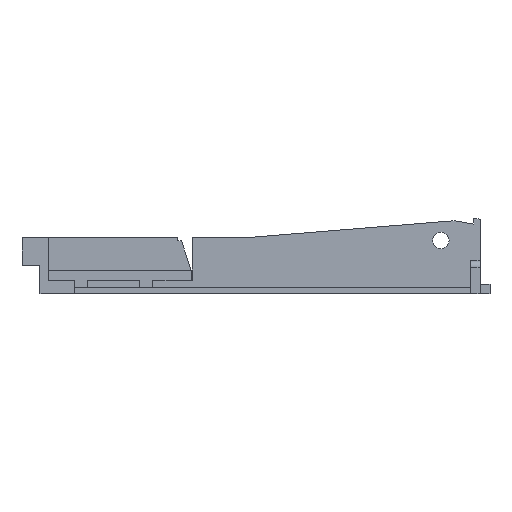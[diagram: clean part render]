
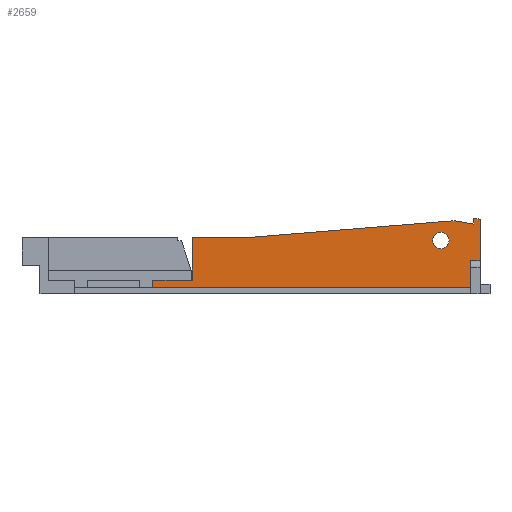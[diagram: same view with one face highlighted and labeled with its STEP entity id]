
A CAD part, left-side view. The second image highlights one B-rep face of the part: STEP entity #2659.
In plain terms, the highlighted planar face has unit normal (-1, 0, 0).
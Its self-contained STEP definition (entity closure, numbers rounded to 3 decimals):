
#13 = ORIENTED_EDGE ( 'NONE', *, *, #3967, .F. ) ;
#71 = VERTEX_POINT ( 'NONE', #2093 ) ;
#75 = LINE ( 'NONE', #2573, #4643 ) ;
#90 = CARTESIAN_POINT ( 'NONE',  ( -39.541, -35.781, 21.866 ) ) ;
#109 = CARTESIAN_POINT ( 'NONE',  ( -39.541, -42.447, 31.866 ) ) ;
#117 = EDGE_CURVE ( 'NONE', #71, #3107, #2736, .T. ) ;
#121 = DIRECTION ( 'NONE',  ( 0., 1., 0. ) ) ;
#127 = DIRECTION ( 'NONE',  ( 0., -1., 0. ) ) ;
#191 = DIRECTION ( 'NONE',  ( -1., 0., 0. ) ) ;
#295 = DIRECTION ( 'NONE',  ( 0., 0., 1. ) ) ;
#311 = DIRECTION ( 'NONE',  ( 0., -0.986, -0.164 ) ) ;
#507 = DIRECTION ( 'NONE',  ( 0., 1., 0. ) ) ;
#579 = CARTESIAN_POINT ( 'NONE',  ( -39.541, -69.51, 30.23 ) ) ;
#719 = PLANE ( 'NONE',  #966 ) ;
#775 = ORIENTED_EDGE ( 'NONE', *, *, #6638, .F. ) ;
#906 = EDGE_CURVE ( 'NONE', #2983, #1393, #5760, .T. ) ;
#966 = AXIS2_PLACEMENT_3D ( 'NONE', #4267, #2783, #121 ) ;
#1016 = EDGE_CURVE ( 'NONE', #5726, #6188, #1658, .T. ) ;
#1030 = EDGE_CURVE ( 'NONE', #5307, #71, #1674, .T. ) ;
#1304 = CARTESIAN_POINT ( 'NONE',  ( -39.541, 110.886, 1.633 ) ) ;
#1393 = VERTEX_POINT ( 'NONE', #2543 ) ;
#1416 = ORIENTED_EDGE ( 'NONE', *, *, #2892, .T. ) ;
#1460 = ORIENTED_EDGE ( 'NONE', *, *, #4651, .F. ) ;
#1503 = CARTESIAN_POINT ( 'NONE',  ( -39.541, -50.781, -2.034 ) ) ;
#1636 = DIRECTION ( 'NONE',  ( 0., 0., 1. ) ) ;
#1658 = CIRCLE ( 'NONE', #5108, 4.167 ) ;
#1674 = LINE ( 'NONE', #4345, #3388 ) ;
#1772 = VERTEX_POINT ( 'NONE', #3524 ) ;
#1795 = FACE_OUTER_BOUND ( 'NONE', #4278, .T. ) ;
#1940 = VECTOR ( 'NONE', #5341, 1000. ) ;
#1978 = CARTESIAN_POINT ( 'NONE',  ( -39.541, -35.781, 17.7 ) ) ;
#2093 = CARTESIAN_POINT ( 'NONE',  ( -39.541, 62.769, 23.3 ) ) ;
#2120 = VECTOR ( 'NONE', #2700, 1000. ) ;
#2147 = VECTOR ( 'NONE', #295, 1000. ) ;
#2155 = AXIS2_PLACEMENT_3D ( 'NONE', #90, #6286, #6359 ) ;
#2204 = ORIENTED_EDGE ( 'NONE', *, *, #117, .F. ) ;
#2262 = CARTESIAN_POINT ( 'NONE',  ( -39.541, 90.886, 23.3 ) ) ;
#2273 = FACE_BOUND ( 'NONE', #3387, .T. ) ;
#2293 = DIRECTION ( 'NONE',  ( 0., 0., -1. ) ) ;
#2317 = EDGE_CURVE ( 'NONE', #6015, #6376, #2720, .T. ) ;
#2543 = CARTESIAN_POINT ( 'NONE',  ( -39.541, -52.447, 33.216 ) ) ;
#2545 = DIRECTION ( 'NONE',  ( 0., 0., -1. ) ) ;
#2573 = CARTESIAN_POINT ( 'NONE',  ( -39.541, -63.281, -2.034 ) ) ;
#2638 = LINE ( 'NONE', #579, #1940 ) ;
#2659 = ADVANCED_FACE ( 'NONE', ( #2273, #1795 ), #719, .T. ) ;
#2677 = ORIENTED_EDGE ( 'NONE', *, *, #1016, .F. ) ;
#2700 = DIRECTION ( 'NONE',  ( 0., -0.997, 0.081 ) ) ;
#2720 = LINE ( 'NONE', #1304, #3384 ) ;
#2736 = LINE ( 'NONE', #3792, #2120 ) ;
#2783 = DIRECTION ( 'NONE',  ( -1., 0., 0. ) ) ;
#2892 = EDGE_CURVE ( 'NONE', #5344, #4617, #75, .T. ) ;
#2907 = CARTESIAN_POINT ( 'NONE',  ( -39.541, 90.886, 1.633 ) ) ;
#2983 = VERTEX_POINT ( 'NONE', #4668 ) ;
#3107 = VERTEX_POINT ( 'NONE', #109 ) ;
#3121 = CARTESIAN_POINT ( 'NONE',  ( -39.541, -55.781, 1.633 ) ) ;
#3125 = VECTOR ( 'NONE', #2545, 1000. ) ;
#3193 = CARTESIAN_POINT ( 'NONE',  ( -39.541, -52.447, -5.367 ) ) ;
#3297 = LINE ( 'NONE', #6620, #2147 ) ;
#3384 = VECTOR ( 'NONE', #6366, 1000. ) ;
#3387 = EDGE_LOOP ( 'NONE', ( #2677, #1460 ) ) ;
#3388 = VECTOR ( 'NONE', #127, 1000. ) ;
#3524 = CARTESIAN_POINT ( 'NONE',  ( -39.541, -55.781, 32.633 ) ) ;
#3584 = CARTESIAN_POINT ( 'NONE',  ( -39.541, 110.886, -2.034 ) ) ;
#3792 = CARTESIAN_POINT ( 'NONE',  ( -39.541, -60.132, 33.306 ) ) ;
#3863 = CARTESIAN_POINT ( 'NONE',  ( -39.541, -68.755, 27.481 ) ) ;
#3967 = EDGE_CURVE ( 'NONE', #6376, #5307, #3297, .T. ) ;
#4076 = CARTESIAN_POINT ( 'NONE',  ( -39.541, -35.781, 26.033 ) ) ;
#4132 = DIRECTION ( 'NONE',  ( 0., -1., 0. ) ) ;
#4177 = VERTEX_POINT ( 'NONE', #4195 ) ;
#4195 = CARTESIAN_POINT ( 'NONE',  ( -39.541, -55.781, 11.466 ) ) ;
#4207 = ORIENTED_EDGE ( 'NONE', *, *, #906, .F. ) ;
#4212 = DIRECTION ( 'NONE',  ( 0., 0., 1. ) ) ;
#4240 = CARTESIAN_POINT ( 'NONE',  ( -39.541, -35.781, 21.866 ) ) ;
#4267 = CARTESIAN_POINT ( 'NONE',  ( -39.541, -63.281, -2.034 ) ) ;
#4278 = EDGE_LOOP ( 'NONE', ( #5919, #775, #5089, #6529, #4207, #5173, #2204, #4732, #13, #6123, #6419, #1416 ) ) ;
#4345 = CARTESIAN_POINT ( 'NONE',  ( -39.541, 96.719, 23.3 ) ) ;
#4539 = EDGE_CURVE ( 'NONE', #1772, #4177, #5722, .T. ) ;
#4604 = VECTOR ( 'NONE', #1636, 1000. ) ;
#4617 = VERTEX_POINT ( 'NONE', #1503 ) ;
#4643 = VECTOR ( 'NONE', #4132, 1000. ) ;
#4651 = EDGE_CURVE ( 'NONE', #6188, #5726, #6575, .T. ) ;
#4668 = CARTESIAN_POINT ( 'NONE',  ( -39.541, -52.447, 30.2 ) ) ;
#4732 = ORIENTED_EDGE ( 'NONE', *, *, #1030, .F. ) ;
#4967 = CARTESIAN_POINT ( 'NONE',  ( -39.541, 110.886, 1.466 ) ) ;
#5000 = LINE ( 'NONE', #3863, #6111 ) ;
#5069 = EDGE_CURVE ( 'NONE', #1393, #1772, #2638, .T. ) ;
#5089 = ORIENTED_EDGE ( 'NONE', *, *, #4539, .F. ) ;
#5108 = AXIS2_PLACEMENT_3D ( 'NONE', #4240, #191, #6292 ) ;
#5130 = CARTESIAN_POINT ( 'NONE',  ( -39.541, -63.281, 11.466 ) ) ;
#5173 = ORIENTED_EDGE ( 'NONE', *, *, #6393, .F. ) ;
#5213 = CARTESIAN_POINT ( 'NONE',  ( -39.541, -50.781, 11.466 ) ) ;
#5233 = EDGE_CURVE ( 'NONE', #6015, #5344, #6411, .T. ) ;
#5247 = LINE ( 'NONE', #5723, #4604 ) ;
#5307 = VERTEX_POINT ( 'NONE', #2262 ) ;
#5341 = DIRECTION ( 'NONE',  ( 0., -0.985, -0.172 ) ) ;
#5344 = VERTEX_POINT ( 'NONE', #3584 ) ;
#5722 = LINE ( 'NONE', #3121, #3125 ) ;
#5723 = CARTESIAN_POINT ( 'NONE',  ( -39.541, -50.781, -5.367 ) ) ;
#5726 = VERTEX_POINT ( 'NONE', #1978 ) ;
#5760 = LINE ( 'NONE', #3193, #6508 ) ;
#5919 = ORIENTED_EDGE ( 'NONE', *, *, #6267, .T. ) ;
#6015 = VERTEX_POINT ( 'NONE', #6369 ) ;
#6111 = VECTOR ( 'NONE', #311, 1000. ) ;
#6123 = ORIENTED_EDGE ( 'NONE', *, *, #2317, .F. ) ;
#6143 = LINE ( 'NONE', #5130, #6327 ) ;
#6188 = VERTEX_POINT ( 'NONE', #4076 ) ;
#6267 = EDGE_CURVE ( 'NONE', #4617, #6273, #5247, .T. ) ;
#6273 = VERTEX_POINT ( 'NONE', #5213 ) ;
#6286 = DIRECTION ( 'NONE',  ( -1., 0., 0. ) ) ;
#6292 = DIRECTION ( 'NONE',  ( 0., -1., 0. ) ) ;
#6327 = VECTOR ( 'NONE', #507, 1000. ) ;
#6359 = DIRECTION ( 'NONE',  ( 0., -1., 0. ) ) ;
#6366 = DIRECTION ( 'NONE',  ( 0., -1., 0. ) ) ;
#6369 = CARTESIAN_POINT ( 'NONE',  ( -39.541, 110.886, 1.633 ) ) ;
#6376 = VERTEX_POINT ( 'NONE', #2907 ) ;
#6393 = EDGE_CURVE ( 'NONE', #3107, #2983, #5000, .T. ) ;
#6411 = LINE ( 'NONE', #4967, #6458 ) ;
#6419 = ORIENTED_EDGE ( 'NONE', *, *, #5233, .T. ) ;
#6458 = VECTOR ( 'NONE', #2293, 1000. ) ;
#6508 = VECTOR ( 'NONE', #4212, 1000. ) ;
#6529 = ORIENTED_EDGE ( 'NONE', *, *, #5069, .F. ) ;
#6575 = CIRCLE ( 'NONE', #2155, 4.167 ) ;
#6620 = CARTESIAN_POINT ( 'NONE',  ( -39.541, 90.886, 23.3 ) ) ;
#6638 = EDGE_CURVE ( 'NONE', #4177, #6273, #6143, .T. ) ;
